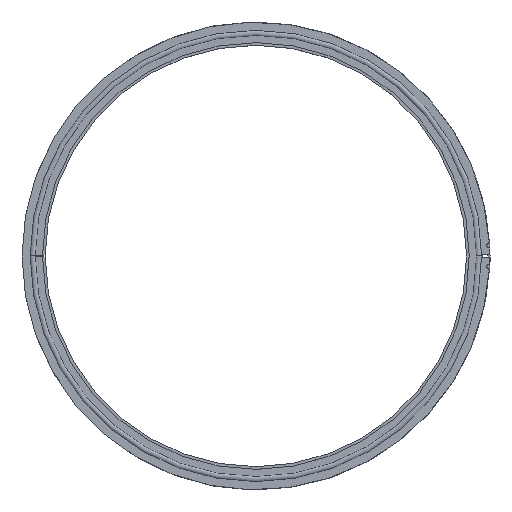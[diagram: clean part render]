
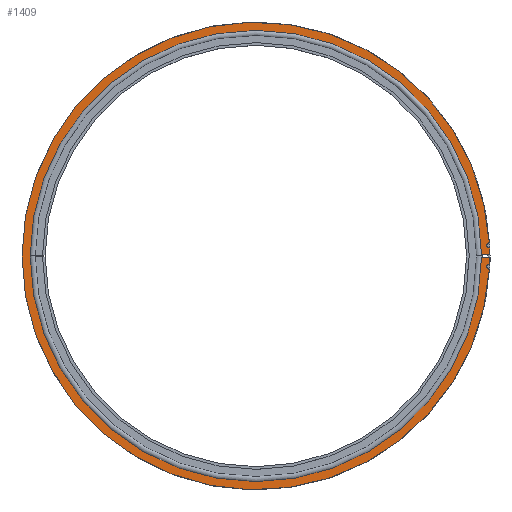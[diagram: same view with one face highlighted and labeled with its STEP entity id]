
A CAD part, top view. The second image highlights one B-rep face of the part: STEP entity #1409.
In plain terms, the highlighted planar face has unit normal (0, 0, 1).
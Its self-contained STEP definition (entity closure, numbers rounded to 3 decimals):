
#2 = DIRECTION ( 'NONE',  ( 1., 0., 0. ) ) ;
#19 = CIRCLE ( 'NONE', #1624, 219.2 ) ;
#40 = CARTESIAN_POINT ( 'NONE',  ( 0., 0., 2.7 ) ) ;
#60 = ORIENTED_EDGE ( 'NONE', *, *, #1554, .T. ) ;
#147 = DIRECTION ( 'NONE',  ( 0., 0., 1. ) ) ;
#160 = AXIS2_PLACEMENT_3D ( 'NONE', #1506, #181, #1710 ) ;
#181 = DIRECTION ( 'NONE',  ( 0., 0., 1. ) ) ;
#242 = CARTESIAN_POINT ( 'NONE',  ( 211.488, -1., 2.7 ) ) ;
#298 = VERTEX_POINT ( 'NONE', #2286 ) ;
#331 = PLANE ( 'NONE',  #2662 ) ;
#392 = EDGE_CURVE ( 'NONE', #2182, #2105, #1424, .T. ) ;
#628 = EDGE_CURVE ( 'NONE', #836, #1923, #2164, .T. ) ;
#666 = VERTEX_POINT ( 'NONE', #2631 ) ;
#670 = ORIENTED_EDGE ( 'NONE', *, *, #392, .F. ) ;
#723 = CARTESIAN_POINT ( 'NONE',  ( 219.072, 7.502, 2.7 ) ) ;
#769 = CIRCLE ( 'NONE', #160, 219.2 ) ;
#836 = VERTEX_POINT ( 'NONE', #1623 ) ;
#886 = CARTESIAN_POINT ( 'NONE',  ( 219.198, 1., 2.7 ) ) ;
#939 = CARTESIAN_POINT ( 'NONE',  ( 0., 0., 2.7 ) ) ;
#986 = EDGE_CURVE ( 'NONE', #298, #2575, #1383, .T. ) ;
#992 = DIRECTION ( 'NONE',  ( -1., 0., 0. ) ) ;
#1003 = CARTESIAN_POINT ( 'NONE',  ( 211.388, 1., 2.7 ) ) ;
#1192 = DIRECTION ( 'NONE',  ( 0., 0., 1. ) ) ;
#1217 = CARTESIAN_POINT ( 'NONE',  ( -219.2, 0., 2.7 ) ) ;
#1220 = ORIENTED_EDGE ( 'NONE', *, *, #1936, .F. ) ;
#1228 = AXIS2_PLACEMENT_3D ( 'NONE', #40, #147, #1837 ) ;
#1246 = EDGE_LOOP ( 'NONE', ( #1800, #1419, #60, #1220, #670, #1484, #1604, #1453 ) ) ;
#1282 = DIRECTION ( 'NONE',  ( 0., 0., 1. ) ) ;
#1383 = CIRCLE ( 'NONE', #2663, 2.5 ) ;
#1409 = ADVANCED_FACE ( 'NONE', ( #2288 ), #331, .F. ) ;
#1419 = ORIENTED_EDGE ( 'NONE', *, *, #628, .F. ) ;
#1424 = CIRCLE ( 'NONE', #1228, 211.49 ) ;
#1448 = EDGE_CURVE ( 'NONE', #2216, #2182, #2749, .T. ) ;
#1453 = ORIENTED_EDGE ( 'NONE', *, *, #986, .F. ) ;
#1459 = DIRECTION ( 'NONE',  ( -1., 0., 0. ) ) ;
#1468 = EDGE_CURVE ( 'NONE', #298, #1923, #769, .T. ) ;
#1484 = ORIENTED_EDGE ( 'NONE', *, *, #1448, .F. ) ;
#1506 = CARTESIAN_POINT ( 'NONE',  ( 0., 0., 2.7 ) ) ;
#1521 = CARTESIAN_POINT ( 'NONE',  ( 218.972, 10., 2.7 ) ) ;
#1554 = EDGE_CURVE ( 'NONE', #836, #666, #19, .T. ) ;
#1564 = AXIS2_PLACEMENT_3D ( 'NONE', #2501, #1192, #2708 ) ;
#1594 = CARTESIAN_POINT ( 'NONE',  ( 218.972, -10., 2.7 ) ) ;
#1603 = VECTOR ( 'NONE', #992, 1000. ) ;
#1604 = ORIENTED_EDGE ( 'NONE', *, *, #1882, .T. ) ;
#1614 = LINE ( 'NONE', #2510, #2127 ) ;
#1617 = DIRECTION ( 'NONE',  ( 0., 0., 1. ) ) ;
#1623 = CARTESIAN_POINT ( 'NONE',  ( 219.072, -7.502, 2.7 ) ) ;
#1624 = AXIS2_PLACEMENT_3D ( 'NONE', #939, #2455, #2 ) ;
#1710 = DIRECTION ( 'NONE',  ( 1., 0., 0. ) ) ;
#1786 = AXIS2_PLACEMENT_3D ( 'NONE', #1594, #1617, #1798 ) ;
#1798 = DIRECTION ( 'NONE',  ( 1., 0., 0. ) ) ;
#1800 = ORIENTED_EDGE ( 'NONE', *, *, #1468, .T. ) ;
#1837 = DIRECTION ( 'NONE',  ( 1., 0., 0. ) ) ;
#1882 = EDGE_CURVE ( 'NONE', #2216, #2575, #2189, .T. ) ;
#1923 = VERTEX_POINT ( 'NONE', #2090 ) ;
#1928 = DIRECTION ( 'NONE',  ( 1., 0., 0. ) ) ;
#1936 = EDGE_CURVE ( 'NONE', #2105, #666, #1614, .T. ) ;
#2090 = CARTESIAN_POINT ( 'NONE',  ( 218.843, -12.497, 2.7 ) ) ;
#2105 = VERTEX_POINT ( 'NONE', #242 ) ;
#2127 = VECTOR ( 'NONE', #2720, 1000. ) ;
#2164 = CIRCLE ( 'NONE', #1786, 2.5 ) ;
#2182 = VERTEX_POINT ( 'NONE', #2229 ) ;
#2189 = CIRCLE ( 'NONE', #1564, 219.2 ) ;
#2216 = VERTEX_POINT ( 'NONE', #886 ) ;
#2229 = CARTESIAN_POINT ( 'NONE',  ( 211.488, 1., 2.7 ) ) ;
#2286 = CARTESIAN_POINT ( 'NONE',  ( 218.843, 12.497, 2.7 ) ) ;
#2288 = FACE_OUTER_BOUND ( 'NONE', #1246, .T. ) ;
#2455 = DIRECTION ( 'NONE',  ( 0., 0., 1. ) ) ;
#2501 = CARTESIAN_POINT ( 'NONE',  ( 0., 0., 2.7 ) ) ;
#2510 = CARTESIAN_POINT ( 'NONE',  ( 211.388, -1., 2.7 ) ) ;
#2575 = VERTEX_POINT ( 'NONE', #723 ) ;
#2631 = CARTESIAN_POINT ( 'NONE',  ( 219.198, -1., 2.7 ) ) ;
#2662 = AXIS2_PLACEMENT_3D ( 'NONE', #1217, #2734, #1459 ) ;
#2663 = AXIS2_PLACEMENT_3D ( 'NONE', #1521, #1282, #1928 ) ;
#2708 = DIRECTION ( 'NONE',  ( 1., 0., 0. ) ) ;
#2720 = DIRECTION ( 'NONE',  ( 1., 0., 0. ) ) ;
#2734 = DIRECTION ( 'NONE',  ( 0., 0., -1. ) ) ;
#2749 = LINE ( 'NONE', #1003, #1603 ) ;
